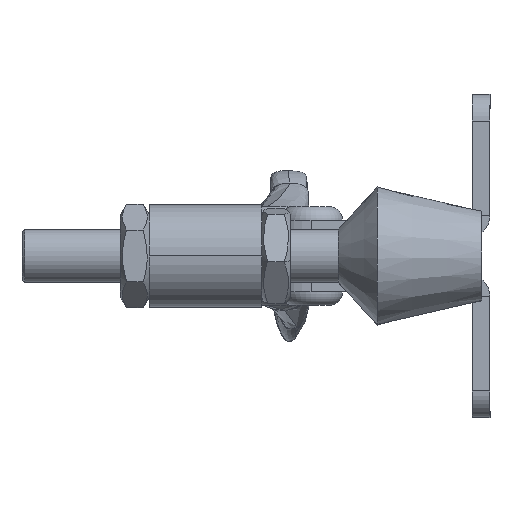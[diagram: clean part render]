
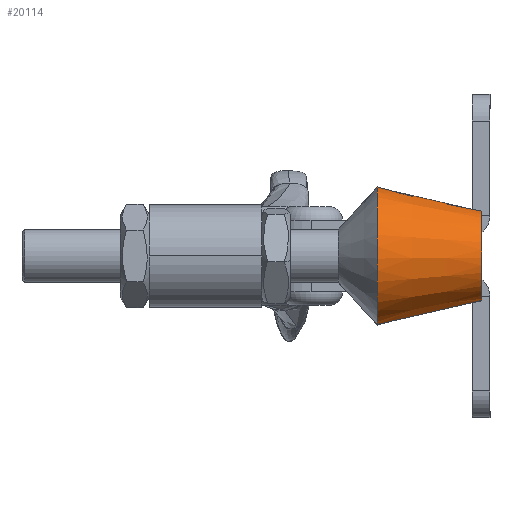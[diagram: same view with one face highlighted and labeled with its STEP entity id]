
A CAD part, left-side view. The second image highlights one B-rep face of the part: STEP entity #20114.
In plain terms, the highlighted conical face has half-angle 13 degrees and reference radius 5 mm.
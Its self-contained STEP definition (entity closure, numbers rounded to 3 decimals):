
#1196 = EDGE_CURVE ( 'NONE', #7876, #10006, #6553, .T. ) ;
#1626 = EDGE_CURVE ( 'NONE', #10132, #10006, #3501, .T. ) ;
#1627 = EDGE_CURVE ( 'NONE', #9993, #7876, #3503, .T. ) ;
#2295 = CARTESIAN_POINT ( 'NONE',  ( 0., 0., -5. ) ) ;
#2315 = CARTESIAN_POINT ( 'NONE',  ( 0., 11.631, 7.685 ) ) ;
#2868 = EDGE_CURVE ( 'NONE', #9993, #10132, #20434, .T. ) ;
#3501 = CIRCLE ( 'NONE', #28135, 7.685 ) ;
#3503 = CIRCLE ( 'NONE', #28138, 5. ) ;
#6036 = ORIENTED_EDGE ( 'NONE', *, *, #1196, .T. ) ;
#6263 = ORIENTED_EDGE ( 'NONE', *, *, #2868, .F. ) ;
#6276 = ORIENTED_EDGE ( 'NONE', *, *, #1627, .T. ) ;
#6278 = ORIENTED_EDGE ( 'NONE', *, *, #1626, .F. ) ;
#6553 = LINE ( 'NONE', #15279, #6559 ) ;
#6559 = VECTOR ( 'NONE', #15288, 1000. ) ;
#7257 = AXIS2_PLACEMENT_3D ( 'NONE', #18534, #18533, #18525 ) ;
#7876 = VERTEX_POINT ( 'NONE', #12149 ) ;
#7987 = EDGE_LOOP ( 'NONE', ( #6263, #6276, #6036, #6278 ) ) ;
#9993 = VERTEX_POINT ( 'NONE', #2295 ) ;
#10006 = VERTEX_POINT ( 'NONE', #2315 ) ;
#10132 = VERTEX_POINT ( 'NONE', #23951 ) ;
#12149 = CARTESIAN_POINT ( 'NONE',  ( 0., 0., 5. ) ) ;
#15279 = CARTESIAN_POINT ( 'NONE',  ( 0., 0., 5. ) ) ;
#15288 = DIRECTION ( 'NONE',  ( 0., 0.974, 0.225 ) ) ;
#18525 = DIRECTION ( 'NONE',  ( 0., 0., 1. ) ) ;
#18533 = DIRECTION ( 'NONE',  ( 0., 1., 0. ) ) ;
#18534 = CARTESIAN_POINT ( 'NONE',  ( 0., 0., 0. ) ) ;
#20114 = ADVANCED_FACE ( 'NONE', ( #28645 ), #28657, .T. ) ;
#20434 = LINE ( 'NONE', #23554, #20438 ) ;
#20438 = VECTOR ( 'NONE', #23546, 1000. ) ;
#23546 = DIRECTION ( 'NONE',  ( 0., 0.974, -0.225 ) ) ;
#23554 = CARTESIAN_POINT ( 'NONE',  ( 0., 0., -5. ) ) ;
#23951 = CARTESIAN_POINT ( 'NONE',  ( 0., 11.631, -7.685 ) ) ;
#25552 = CARTESIAN_POINT ( 'NONE',  ( 0., 11.631, 0. ) ) ;
#25553 = DIRECTION ( 'NONE',  ( 0., 1., 0. ) ) ;
#25554 = DIRECTION ( 'NONE',  ( 0., 0., 1. ) ) ;
#25556 = CARTESIAN_POINT ( 'NONE',  ( 0., 0., 0. ) ) ;
#25557 = DIRECTION ( 'NONE',  ( 0., 1., 0. ) ) ;
#25558 = DIRECTION ( 'NONE',  ( 0., 0., 1. ) ) ;
#28135 = AXIS2_PLACEMENT_3D ( 'NONE', #25552, #25553, #25554 ) ;
#28138 = AXIS2_PLACEMENT_3D ( 'NONE', #25556, #25557, #25558 ) ;
#28645 = FACE_OUTER_BOUND ( 'NONE', #7987, .T. ) ;
#28657 = CONICAL_SURFACE ( 'NONE', #7257, 5., 0.227 ) ;
